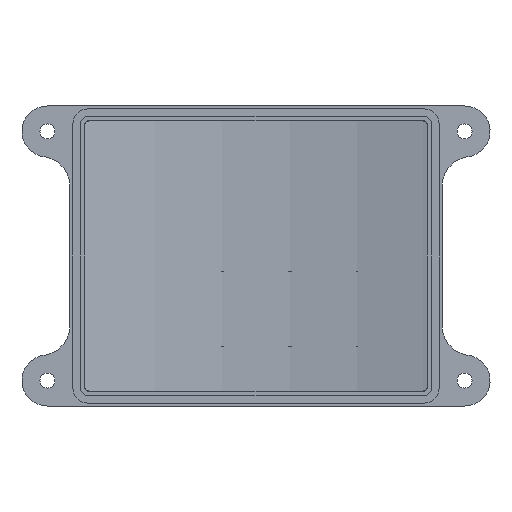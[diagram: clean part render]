
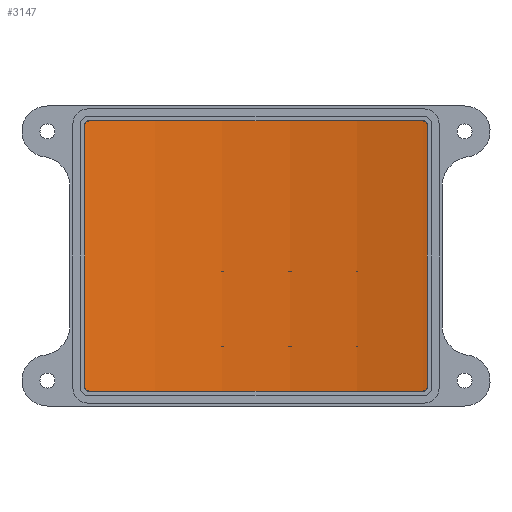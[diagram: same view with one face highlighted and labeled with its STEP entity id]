
A CAD part, front view. The second image highlights one B-rep face of the part: STEP entity #3147.
In plain terms, the highlighted cylindrical face has radius 212.602 mm (diameter 425.205 mm), a partial arc.
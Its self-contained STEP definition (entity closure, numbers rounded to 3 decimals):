
#66=B_SPLINE_CURVE_WITH_KNOTS('',3,(#5499,#5500,#5501,#5502,#5503),
 .UNSPECIFIED.,.F.,.F.,(4,1,4),(0.,0.183,0.32),
 .UNSPECIFIED.);
#67=B_SPLINE_CURVE_WITH_KNOTS('',3,(#5529,#5530,#5531,#5532,#5533),
 .UNSPECIFIED.,.F.,.F.,(4,1,4),(0.,0.137,0.32),
 .UNSPECIFIED.);
#68=B_SPLINE_CURVE_WITH_KNOTS('',3,(#5535,#5536,#5537,#5538,#5539,#5540),
 .UNSPECIFIED.,.F.,.F.,(4,1,1,4),(0.,0.137,0.229,
0.32),.UNSPECIFIED.);
#69=B_SPLINE_CURVE_WITH_KNOTS('',3,(#5541,#5542,#5543,#5544,#5545),
 .UNSPECIFIED.,.F.,.F.,(4,1,4),(0.,0.137,0.32),
 .UNSPECIFIED.);
#179=CYLINDRICAL_SURFACE('',#3493,212.602);
#340=FACE_OUTER_BOUND('',#559,.T.);
#559=EDGE_LOOP('',(#2657,#2658,#2659,#2660,#2661,#2662,#2663,#2664));
#784=CIRCLE('',#3481,212.602);
#790=CIRCLE('',#3490,212.602);
#1001=LINE('',#5428,#1217);
#1002=LINE('',#5455,#1218);
#1217=VECTOR('',#4280,86.);
#1218=VECTOR('',#4303,86.);
#1487=VERTEX_POINT('',#5425);
#1488=VERTEX_POINT('',#5427);
#1489=VERTEX_POINT('',#5446);
#1490=VERTEX_POINT('',#5448);
#1491=VERTEX_POINT('',#5452);
#1492=VERTEX_POINT('',#5454);
#1495=VERTEX_POINT('',#5468);
#1496=VERTEX_POINT('',#5470);
#1889=EDGE_CURVE('',#1488,#1487,#1001,.T.);
#1896=EDGE_CURVE('',#1490,#1489,#784,.T.);
#1899=EDGE_CURVE('',#1492,#1491,#1002,.T.);
#1905=EDGE_CURVE('',#1496,#1495,#790,.T.);
#1908=EDGE_CURVE('',#1495,#1488,#66,.T.);
#1909=EDGE_CURVE('',#1487,#1490,#67,.T.);
#1910=EDGE_CURVE('',#1489,#1492,#68,.T.);
#1911=EDGE_CURVE('',#1491,#1496,#69,.T.);
#2657=ORIENTED_EDGE('',*,*,#1910,.T.);
#2658=ORIENTED_EDGE('',*,*,#1899,.T.);
#2659=ORIENTED_EDGE('',*,*,#1911,.T.);
#2660=ORIENTED_EDGE('',*,*,#1905,.T.);
#2661=ORIENTED_EDGE('',*,*,#1908,.T.);
#2662=ORIENTED_EDGE('',*,*,#1889,.T.);
#2663=ORIENTED_EDGE('',*,*,#1909,.T.);
#2664=ORIENTED_EDGE('',*,*,#1896,.T.);
#3147=ADVANCED_FACE('',(#340),#179,.F.);
#3481=AXIS2_PLACEMENT_3D('',#5449,#4295,#4296);
#3490=AXIS2_PLACEMENT_3D('',#5471,#4315,#4316);
#3493=AXIS2_PLACEMENT_3D('',#5534,#4321,#4322);
#4280=DIRECTION('',(0.,0.,1.));
#4295=DIRECTION('center_axis',(0.,0.,1.));
#4296=DIRECTION('ref_axis',(0.,1.,0.));
#4303=DIRECTION('',(0.,0.,-1.));
#4315=DIRECTION('center_axis',(0.,0.,-1.));
#4316=DIRECTION('ref_axis',(0.,1.,0.));
#4321=DIRECTION('center_axis',(0.,0.,1.));
#4322=DIRECTION('ref_axis',(0.281,0.96,0.));
#5425=CARTESIAN_POINT('',(57.541,13.565,91.));
#5427=CARTESIAN_POINT('',(57.541,13.565,5.));
#5428=CARTESIAN_POINT('',(57.541,13.565,0.));
#5446=CARTESIAN_POINT('',(-55.522,14.122,93.));
#5448=CARTESIAN_POINT('',(55.522,14.122,93.));
#5449=CARTESIAN_POINT('Origin',(0.,-191.102,93.));
#5452=CARTESIAN_POINT('',(-57.541,13.565,5.));
#5454=CARTESIAN_POINT('',(-57.541,13.565,91.));
#5455=CARTESIAN_POINT('',(-57.541,13.565,0.));
#5468=CARTESIAN_POINT('',(55.522,14.122,3.));
#5470=CARTESIAN_POINT('',(-55.522,14.122,3.));
#5471=CARTESIAN_POINT('Origin',(0.,-191.102,3.));
#5499=CARTESIAN_POINT('Ctrl Pts',(55.522,14.122,3.));
#5500=CARTESIAN_POINT('Ctrl Pts',(56.116,13.961,3.));
#5501=CARTESIAN_POINT('Ctrl Pts',(57.152,13.675,3.481));
#5502=CARTESIAN_POINT('Ctrl Pts',(57.541,13.565,4.543));
#5503=CARTESIAN_POINT('Ctrl Pts',(57.541,13.565,5.));
#5529=CARTESIAN_POINT('Ctrl Pts',(57.541,13.565,91.));
#5530=CARTESIAN_POINT('Ctrl Pts',(57.541,13.565,91.457));
#5531=CARTESIAN_POINT('Ctrl Pts',(57.152,13.675,92.519));
#5532=CARTESIAN_POINT('Ctrl Pts',(56.116,13.961,93.));
#5533=CARTESIAN_POINT('Ctrl Pts',(55.522,14.122,93.));
#5534=CARTESIAN_POINT('Origin',(0.,-191.102,0.));
#5535=CARTESIAN_POINT('Ctrl Pts',(-55.522,14.122,93.));
#5536=CARTESIAN_POINT('Ctrl Pts',(-55.968,14.001,93.));
#5537=CARTESIAN_POINT('Ctrl Pts',(-56.709,13.798,92.749));
#5538=CARTESIAN_POINT('Ctrl Pts',(-57.397,13.606,91.913));
#5539=CARTESIAN_POINT('Ctrl Pts',(-57.541,13.565,91.305));
#5540=CARTESIAN_POINT('Ctrl Pts',(-57.541,13.565,91.));
#5541=CARTESIAN_POINT('Ctrl Pts',(-57.541,13.565,5.));
#5542=CARTESIAN_POINT('Ctrl Pts',(-57.541,13.565,4.543));
#5543=CARTESIAN_POINT('Ctrl Pts',(-57.152,13.675,3.481));
#5544=CARTESIAN_POINT('Ctrl Pts',(-56.116,13.961,3.));
#5545=CARTESIAN_POINT('Ctrl Pts',(-55.522,14.122,3.));
